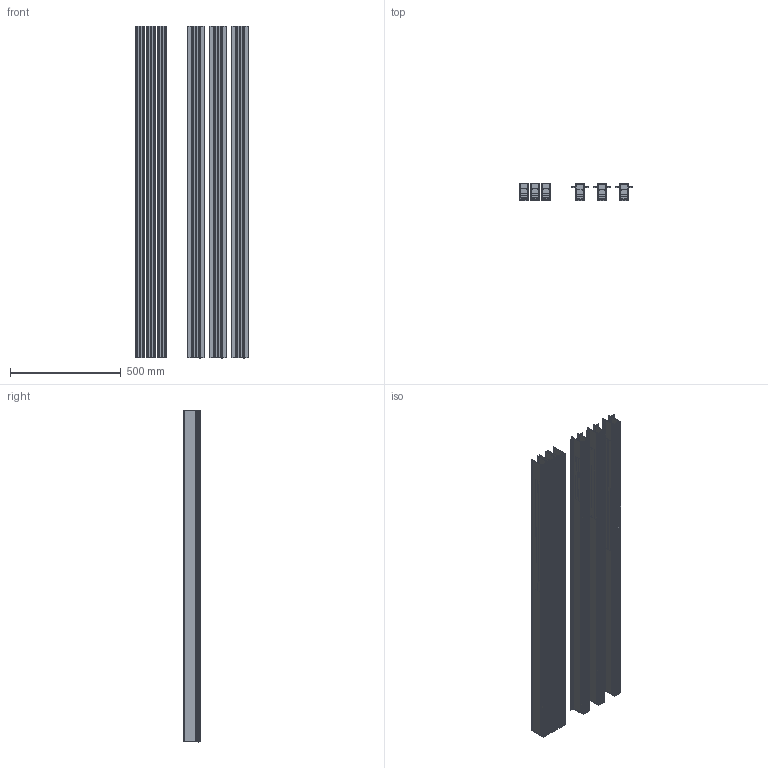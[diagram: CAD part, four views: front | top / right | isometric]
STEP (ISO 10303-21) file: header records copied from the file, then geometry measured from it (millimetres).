
FILE_DESCRIPTION (( 'STEP AP203' ), '1' );
FILE_NAME ('HOKASU OneLine+ LF.STEP', '2020-05-25T15:10:06', ( '' ), ( '' ), 'SwSTEP 2.0', 'SolidWorks 2018', '' );
FILE_SCHEMA (( 'CONFIG_CONTROL_DESIGN' ));
Length unit declared in the file: millimetre
Products named in the file (16): Busbar HOKASU OneLine+_PUBLIC; F1_PUBLIC_608; HOKASU OneLine+ LF PUBLIC ASSEMBLY_PUBLIC 600; F4_PUBLIC; F2_PUBLIC; F1_PUBLIC_232; HOKASU OneLine+ LF_PUBLIC 232; HOKASU OneLine+ LF; HOKASU OneLine+ LF_PUBLIC 382; countersunk flat head cross recess screw_iso_ISO 7046-1 - M2 x 8 - Z - 8N; F3_PUBLIC; F1_PUBLIC_382; HOKASU OneLine+ LF PUBLIC ASSEMBLY_PUBLIC 400; HOKASU OneLine+ LF_PUBLIC 608; HOKASU OneLine+ LF PUBLIC ASSEMBLY_PUBLIC 200; HOKASU OneLine+ IN_PUBLIC
Assembly tree (54 placements, depth 3):
  HOKASU OneLine+ LF
    HOKASU OneLine+ IN_PUBLIC  x3
    Busbar HOKASU OneLine+_PUBLIC  x3
    HOKASU OneLine+ LF PUBLIC ASSEMBLY_PUBLIC 200  x2
      HOKASU OneLine+ LF_PUBLIC 232
      F1_PUBLIC_232
      F2_PUBLIC
      countersunk flat head cross recess screw_iso_ISO 7046-1 - M2 x 8 - Z - 8N
    HOKASU OneLine+ LF PUBLIC ASSEMBLY_PUBLIC 400  x2
      HOKASU OneLine+ LF_PUBLIC 382
      F1_PUBLIC_382
      F2_PUBLIC
      countersunk flat head cross recess screw_iso_ISO 7046-1 - M2 x 8 - Z - 8N
    HOKASU OneLine+ LF PUBLIC ASSEMBLY_PUBLIC 600  x2
      HOKASU OneLine+ LF_PUBLIC 608
      F1_PUBLIC_608
      F2_PUBLIC
      countersunk flat head cross recess screw_iso_ISO 7046-1 - M2 x 8 - Z - 8N
    F3_PUBLIC  x3
    F4_PUBLIC  x3
    countersunk flat head cross recess screw_iso_ISO 7046-1 - M2 x 8 - Z - 8N  x12
Bounding box: 510.97 x 77 x 1502 mm (x, y, z)
Volume: 4840007.1 mm3; surface area: 5588190.6 mm2
Topology: 72 solids, 72 shells, 3099 faces, 7977 edges, 4986 vertices
Faces by surface type: plane 1803, cylinder 684, cone 540, torus 72
Entity records: 22937 total; most frequent: CARTESIAN_POINT 3606, DIRECTION 3514, ORIENTED_EDGE 3482, EDGE_CURVE 1741, VECTOR 1298, LINE 1298, VERTEX_POINT 1148, AXIS2_PLACEMENT_3D 1108
